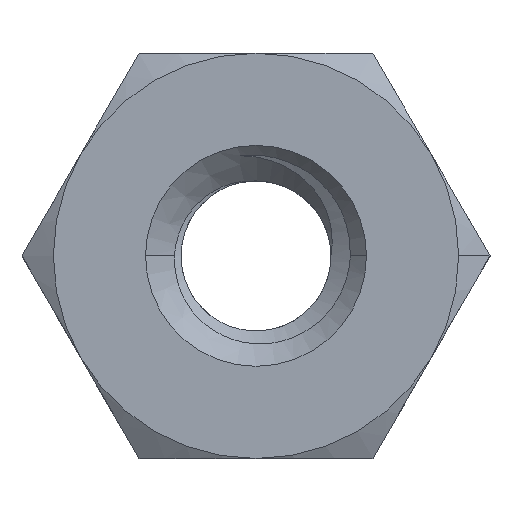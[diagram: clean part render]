
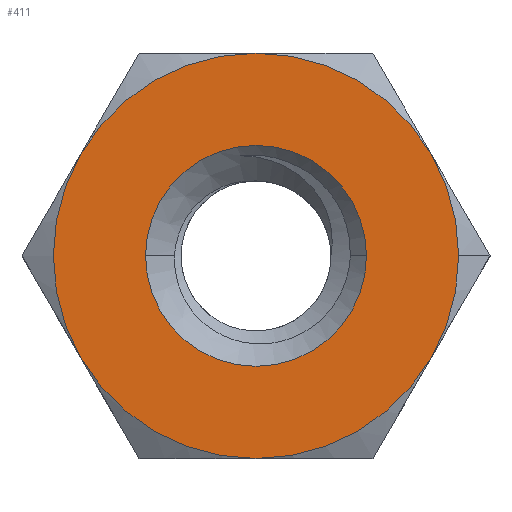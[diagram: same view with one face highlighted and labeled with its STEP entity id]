
A CAD part, top view. The second image highlights one B-rep face of the part: STEP entity #411.
In plain terms, the highlighted planar face has unit normal (0, 0, 1).
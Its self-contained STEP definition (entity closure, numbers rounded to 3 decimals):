
#44 = DIRECTION ( 'NONE',  ( 0., 0., 1. ) ) ;
#60 = EDGE_LOOP ( 'NONE', ( #599, #1254 ) ) ;
#69 = CIRCLE ( 'NONE', #125, 2. ) ;
#125 = AXIS2_PLACEMENT_3D ( 'NONE', #586, #715, #711 ) ;
#148 = DIRECTION ( 'NONE',  ( 0., 0., 1. ) ) ;
#168 = CARTESIAN_POINT ( 'NONE',  ( -1.732, 1., 1.6 ) ) ;
#178 = DIRECTION ( 'NONE',  ( 1., 0., 0. ) ) ;
#218 = CARTESIAN_POINT ( 'NONE',  ( 0., 0., 1.6 ) ) ;
#242 = CARTESIAN_POINT ( 'NONE',  ( 0., 0., 1.6 ) ) ;
#279 = CIRCLE ( 'NONE', #714, 1.09 ) ;
#349 = CARTESIAN_POINT ( 'NONE',  ( -1.09, 0., 1.6 ) ) ;
#376 = DIRECTION ( 'NONE',  ( 1., 0., 0. ) ) ;
#382 = CIRCLE ( 'NONE', #407, 2. ) ;
#390 = CARTESIAN_POINT ( 'NONE',  ( 0., 0., 1.6 ) ) ;
#394 = AXIS2_PLACEMENT_3D ( 'NONE', #1232, #1101, #528 ) ;
#407 = AXIS2_PLACEMENT_3D ( 'NONE', #390, #148, #1315 ) ;
#411 = ADVANCED_FACE ( 'NONE', ( #471, #1434 ), #1338, .T. ) ;
#442 = VERTEX_POINT ( 'NONE', #878 ) ;
#462 = AXIS2_PLACEMENT_3D ( 'NONE', #242, #591, #1405 ) ;
#465 = DIRECTION ( 'NONE',  ( 0., 0., 1. ) ) ;
#471 = FACE_BOUND ( 'NONE', #60, .T. ) ;
#518 = CARTESIAN_POINT ( 'NONE',  ( 0., 0., 1.6 ) ) ;
#521 = EDGE_CURVE ( 'NONE', #821, #701, #1010, .T. ) ;
#528 = DIRECTION ( 'NONE',  ( 1., 0., 0. ) ) ;
#532 = ORIENTED_EDGE ( 'NONE', *, *, #521, .T. ) ;
#541 = CIRCLE ( 'NONE', #1051, 2. ) ;
#586 = CARTESIAN_POINT ( 'NONE',  ( 0., 0., 1.6 ) ) ;
#591 = DIRECTION ( 'NONE',  ( 0., 0., -1. ) ) ;
#599 = ORIENTED_EDGE ( 'NONE', *, *, #1281, .T. ) ;
#600 = EDGE_LOOP ( 'NONE', ( #857, #532, #1090, #1380, #942, #1465, #809 ) ) ;
#602 = EDGE_CURVE ( 'NONE', #973, #1410, #1223, .T. ) ;
#646 = EDGE_CURVE ( 'NONE', #701, #1270, #1098, .T. ) ;
#674 = DIRECTION ( 'NONE',  ( 1., 0., 0. ) ) ;
#676 = DIRECTION ( 'NONE',  ( 1., 0., 0. ) ) ;
#701 = VERTEX_POINT ( 'NONE', #946 ) ;
#706 = CARTESIAN_POINT ( 'NONE',  ( 0., 0., 1.6 ) ) ;
#711 = DIRECTION ( 'NONE',  ( 1., 0., 0. ) ) ;
#714 = AXIS2_PLACEMENT_3D ( 'NONE', #518, #1327, #178 ) ;
#715 = DIRECTION ( 'NONE',  ( 0., 0., 1. ) ) ;
#718 = VERTEX_POINT ( 'NONE', #349 ) ;
#755 = EDGE_CURVE ( 'NONE', #1270, #1309, #382, .T. ) ;
#783 = AXIS2_PLACEMENT_3D ( 'NONE', #810, #1155, #1161 ) ;
#809 = ORIENTED_EDGE ( 'NONE', *, *, #602, .T. ) ;
#810 = CARTESIAN_POINT ( 'NONE',  ( 0., 0., 1.6 ) ) ;
#821 = VERTEX_POINT ( 'NONE', #975 ) ;
#823 = CARTESIAN_POINT ( 'NONE',  ( 0., 2., 1.6 ) ) ;
#852 = DIRECTION ( 'NONE',  ( 1., 0., 0. ) ) ;
#857 = ORIENTED_EDGE ( 'NONE', *, *, #1164, .T. ) ;
#860 = AXIS2_PLACEMENT_3D ( 'NONE', #706, #1275, #376 ) ;
#878 = CARTESIAN_POINT ( 'NONE',  ( -1.732, -1., 1.6 ) ) ;
#892 = AXIS2_PLACEMENT_3D ( 'NONE', #218, #1246, #674 ) ;
#924 = EDGE_CURVE ( 'NONE', #718, #1075, #279, .T. ) ;
#942 = ORIENTED_EDGE ( 'NONE', *, *, #1251, .T. ) ;
#946 = CARTESIAN_POINT ( 'NONE',  ( 1.732, 1., 1.6 ) ) ;
#973 = VERTEX_POINT ( 'NONE', #1365 ) ;
#975 = CARTESIAN_POINT ( 'NONE',  ( 2., 0., 1.6 ) ) ;
#1010 = CIRCLE ( 'NONE', #892, 2. ) ;
#1051 = AXIS2_PLACEMENT_3D ( 'NONE', #1205, #44, #852 ) ;
#1075 = VERTEX_POINT ( 'NONE', #1469 ) ;
#1090 = ORIENTED_EDGE ( 'NONE', *, *, #646, .T. ) ;
#1098 = CIRCLE ( 'NONE', #860, 2. ) ;
#1101 = DIRECTION ( 'NONE',  ( 0., 0., 1. ) ) ;
#1104 = CARTESIAN_POINT ( 'NONE',  ( 1.732, -1., 1.6 ) ) ;
#1155 = DIRECTION ( 'NONE',  ( 0., 0., 1. ) ) ;
#1161 = DIRECTION ( 'NONE',  ( 1., 0., 0. ) ) ;
#1164 = EDGE_CURVE ( 'NONE', #1410, #821, #69, .T. ) ;
#1178 = CIRCLE ( 'NONE', #462, 1.09 ) ;
#1205 = CARTESIAN_POINT ( 'NONE',  ( 0., 0., 1.6 ) ) ;
#1223 = CIRCLE ( 'NONE', #1421, 2. ) ;
#1232 = CARTESIAN_POINT ( 'NONE',  ( 0., 0., 1.6 ) ) ;
#1246 = DIRECTION ( 'NONE',  ( 0., 0., 1. ) ) ;
#1251 = EDGE_CURVE ( 'NONE', #1309, #442, #1477, .T. ) ;
#1254 = ORIENTED_EDGE ( 'NONE', *, *, #924, .T. ) ;
#1270 = VERTEX_POINT ( 'NONE', #823 ) ;
#1275 = DIRECTION ( 'NONE',  ( 0., 0., 1. ) ) ;
#1281 = EDGE_CURVE ( 'NONE', #1075, #718, #1178, .T. ) ;
#1309 = VERTEX_POINT ( 'NONE', #168 ) ;
#1315 = DIRECTION ( 'NONE',  ( 1., 0., 0. ) ) ;
#1323 = EDGE_CURVE ( 'NONE', #442, #973, #541, .T. ) ;
#1327 = DIRECTION ( 'NONE',  ( 0., 0., -1. ) ) ;
#1338 = PLANE ( 'NONE',  #394 ) ;
#1365 = CARTESIAN_POINT ( 'NONE',  ( 0., -2., 1.6 ) ) ;
#1380 = ORIENTED_EDGE ( 'NONE', *, *, #755, .T. ) ;
#1385 = CARTESIAN_POINT ( 'NONE',  ( 0., 0., 1.6 ) ) ;
#1405 = DIRECTION ( 'NONE',  ( 1., 0., 0. ) ) ;
#1410 = VERTEX_POINT ( 'NONE', #1104 ) ;
#1421 = AXIS2_PLACEMENT_3D ( 'NONE', #1385, #465, #676 ) ;
#1434 = FACE_OUTER_BOUND ( 'NONE', #600, .T. ) ;
#1465 = ORIENTED_EDGE ( 'NONE', *, *, #1323, .T. ) ;
#1469 = CARTESIAN_POINT ( 'NONE',  ( 1.09, 0., 1.6 ) ) ;
#1477 = CIRCLE ( 'NONE', #783, 2. ) ;
